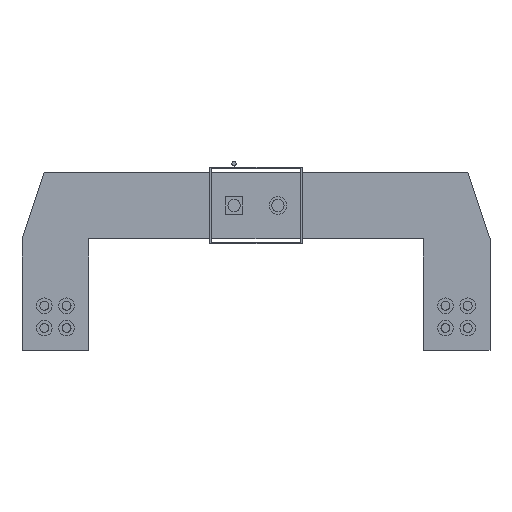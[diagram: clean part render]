
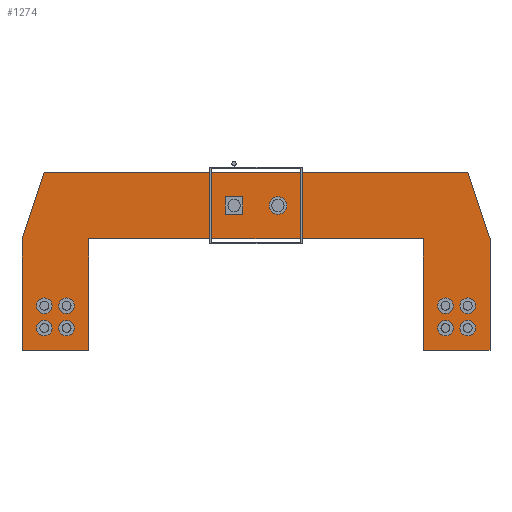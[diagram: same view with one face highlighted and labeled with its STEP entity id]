
A CAD part, top view. The second image highlights one B-rep face of the part: STEP entity #1274.
In plain terms, the highlighted planar face has unit normal (0, 0, 1).
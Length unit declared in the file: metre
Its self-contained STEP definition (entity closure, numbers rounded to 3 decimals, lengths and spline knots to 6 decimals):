
#1044 = EDGE_CURVE( '', #1829, #1799, #1833, .T. );
#1052 = EDGE_CURVE( '', #1845, #1829, #1846, .T. );
#1140 = EDGE_CURVE( '', #1982, #1845, #1983, .T. );
#1174 = EDGE_CURVE( '', #1799, #2033, #2034, .T. );
#1194 = EDGE_CURVE( '', #1806, #2060, #2061, .T. );
#1196 = EDGE_CURVE( '', #2063, #2064, #2065, .T. );
#1214 = EDGE_CURVE( '', #1747, #1982, #2091, .T. );
#1274 = ADVANCED_FACE( '', ( #2178 ), #2179, .T. );
#1302 = EDGE_CURVE( '', #2060, #2063, #2222, .T. );
#1314 = EDGE_CURVE( '', #2064, #1747, #2238, .T. );
#1344 = EDGE_CURVE( '', #2033, #1806, #2278, .T. );
#1747 = VERTEX_POINT( '', #2574 );
#1799 = VERTEX_POINT( '', #2638 );
#1806 = VERTEX_POINT( '', #2648 );
#1829 = VERTEX_POINT( '', #2676 );
#1833 = LINE( '', #2682, #2683 );
#1845 = VERTEX_POINT( '', #2697 );
#1846 = LINE( '', #2698, #2699 );
#1982 = VERTEX_POINT( '', #2869 );
#1983 = LINE( '', #2870, #2871 );
#2033 = VERTEX_POINT( '', #2935 );
#2034 = LINE( '', #2936, #2937 );
#2060 = VERTEX_POINT( '', #2975 );
#2061 = LINE( '', #2976, #2977 );
#2063 = VERTEX_POINT( '', #2980 );
#2064 = VERTEX_POINT( '', #2981 );
#2065 = LINE( '', #2982, #2983 );
#2091 = LINE( '', #3015, #3016 );
#2178 = FACE_OUTER_BOUND( '', #3122, .T. );
#2179 = PLANE( '', #3123 );
#2222 = LINE( '', #3171, #3172 );
#2238 = LINE( '', #3194, #3195 );
#2278 = LINE( '', #3250, #3251 );
#2574 = CARTESIAN_POINT( '', ( 0.00762, 0.0127, -0.000035 ) );
#2638 = CARTESIAN_POINT( '', ( 0.00254, 0.02032, -0.000035 ) );
#2648 = CARTESIAN_POINT( '', ( 0.05334, 0.0127, -0.000035 ) );
#2676 = CARTESIAN_POINT( '', ( 0., 0.0127, -0.000035 ) );
#2682 = CARTESIAN_POINT( '', ( 0., 0.0127, -0.000035 ) );
#2683 = VECTOR( '', #3644, 1. );
#2697 = CARTESIAN_POINT( '', ( 0., 0., -0.000035 ) );
#2698 = CARTESIAN_POINT( '', ( 0., 0., -0.000035 ) );
#2699 = VECTOR( '', #3662, 1. );
#2869 = CARTESIAN_POINT( '', ( 0.00762, 0., -0.000035 ) );
#2870 = CARTESIAN_POINT( '', ( 0.00762, 0., -0.000035 ) );
#2871 = VECTOR( '', #3836, 1. );
#2935 = CARTESIAN_POINT( '', ( 0.0508, 0.02032, -0.000035 ) );
#2936 = CARTESIAN_POINT( '', ( 0.00254, 0.02032, -0.000035 ) );
#2937 = VECTOR( '', #3899, 1. );
#2975 = CARTESIAN_POINT( '', ( 0.05334, 0., -0.000035 ) );
#2976 = CARTESIAN_POINT( '', ( 0.05334, 0.0127, -0.000035 ) );
#2977 = VECTOR( '', #3933, 1. );
#2980 = CARTESIAN_POINT( '', ( 0.04572, 0., -0.000035 ) );
#2981 = CARTESIAN_POINT( '', ( 0.04572, 0.0127, -0.000035 ) );
#2982 = CARTESIAN_POINT( '', ( 0.04572, 0., -0.000035 ) );
#2983 = VECTOR( '', #3934, 1. );
#3015 = CARTESIAN_POINT( '', ( 0.00762, 0.0127, -0.000035 ) );
#3016 = VECTOR( '', #3969, 1. );
#3122 = EDGE_LOOP( '', ( #4108, #4109, #4110, #4111, #4112, #4113, #4114, #4115, #4116, #4117 ) );
#3123 = AXIS2_PLACEMENT_3D( '', #4118, #4119, #4120 );
#3171 = CARTESIAN_POINT( '', ( 0.05334, 0., -0.000035 ) );
#3172 = VECTOR( '', #4189, 1. );
#3194 = CARTESIAN_POINT( '', ( 0.04572, 0.0127, -0.000035 ) );
#3195 = VECTOR( '', #4208, 1. );
#3250 = CARTESIAN_POINT( '', ( 0.0508, 0.02032, -0.000035 ) );
#3251 = VECTOR( '', #4254, 1. );
#3644 = DIRECTION( '', ( 0.316, 0.949, 0. ) );
#3662 = DIRECTION( '', ( 0., 1., 0. ) );
#3836 = DIRECTION( '', ( -1., 0., 0. ) );
#3899 = DIRECTION( '', ( 1., 0., 0. ) );
#3933 = DIRECTION( '', ( 0., -1., 0. ) );
#3934 = DIRECTION( '', ( 0., 1., 0. ) );
#3969 = DIRECTION( '', ( 0., -1., 0. ) );
#4108 = ORIENTED_EDGE( '', *, *, #1140, .F. );
#4109 = ORIENTED_EDGE( '', *, *, #1214, .F. );
#4110 = ORIENTED_EDGE( '', *, *, #1314, .F. );
#4111 = ORIENTED_EDGE( '', *, *, #1196, .F. );
#4112 = ORIENTED_EDGE( '', *, *, #1302, .F. );
#4113 = ORIENTED_EDGE( '', *, *, #1194, .F. );
#4114 = ORIENTED_EDGE( '', *, *, #1344, .F. );
#4115 = ORIENTED_EDGE( '', *, *, #1174, .F. );
#4116 = ORIENTED_EDGE( '', *, *, #1044, .F. );
#4117 = ORIENTED_EDGE( '', *, *, #1052, .F. );
#4118 = CARTESIAN_POINT( '', ( 0., 0., -0.000035 ) );
#4119 = DIRECTION( '', ( 0., 0., 1. ) );
#4120 = DIRECTION( '', ( 1., 0., 0. ) );
#4189 = DIRECTION( '', ( -1., 0., 0. ) );
#4208 = DIRECTION( '', ( -1., 0., 0. ) );
#4254 = DIRECTION( '', ( 0.316, -0.949, 0. ) );
